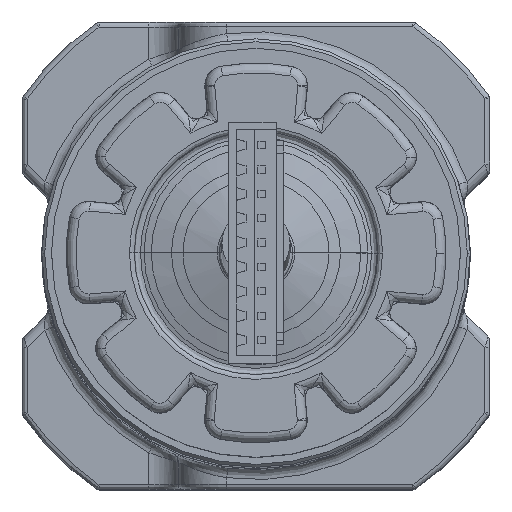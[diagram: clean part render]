
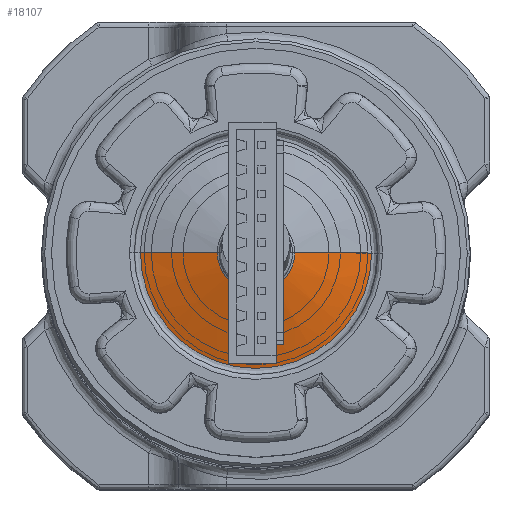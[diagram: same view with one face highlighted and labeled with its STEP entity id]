
A CAD part, top view. The second image highlights one B-rep face of the part: STEP entity #18107.
In plain terms, the highlighted conical face has half-angle 75 degrees and reference radius 3.75 mm.
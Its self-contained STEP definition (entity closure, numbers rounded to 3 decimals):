
#331 = CARTESIAN_POINT ( 'NONE',  ( 3.75, 0., 13.259 ) ) ;
#863 = VECTOR ( 'NONE', #6596, 1000. ) ;
#1931 = VECTOR ( 'NONE', #21517, 1000. ) ;
#3753 = LINE ( 'NONE', #12645, #1931 ) ;
#3866 = CARTESIAN_POINT ( 'NONE',  ( 0., 0., 11.083 ) ) ;
#4016 = ORIENTED_EDGE ( 'NONE', *, *, #22744, .T. ) ;
#5451 = CARTESIAN_POINT ( 'NONE',  ( -3.972, 0., 13.2 ) ) ;
#6596 = DIRECTION ( 'NONE',  ( 0.966, 0., -0.259 ) ) ;
#6813 = DIRECTION ( 'NONE',  ( -1., 0., 0. ) ) ;
#7250 = CONICAL_SURFACE ( 'NONE', #17002, 3.75, 1.309 ) ;
#7260 = VERTEX_POINT ( 'NONE', #5451 ) ;
#7380 = DIRECTION ( 'NONE',  ( -1., 0., 0. ) ) ;
#7395 = ORIENTED_EDGE ( 'NONE', *, *, #23605, .T. ) ;
#8914 = EDGE_CURVE ( 'NONE', #7260, #12637, #3753, .T. ) ;
#8998 = DIRECTION ( 'NONE',  ( 0., 0., -1. ) ) ;
#9223 = CIRCLE ( 'NONE', #25020, 11.871 ) ;
#9356 = ORIENTED_EDGE ( 'NONE', *, *, #8914, .F. ) ;
#10288 = DIRECTION ( 'NONE',  ( -1., 0., 0. ) ) ;
#10815 = LINE ( 'NONE', #331, #863 ) ;
#12596 = EDGE_CURVE ( 'NONE', #22015, #26658, #10815, .T. ) ;
#12637 = VERTEX_POINT ( 'NONE', #19834 ) ;
#12645 = CARTESIAN_POINT ( 'NONE',  ( -3.75, 0., 13.259 ) ) ;
#14484 = DIRECTION ( 'NONE',  ( 0., 0., -1. ) ) ;
#14640 = DIRECTION ( 'NONE',  ( 0., 0., 1. ) ) ;
#17002 = AXIS2_PLACEMENT_3D ( 'NONE', #23220, #14484, #7380 ) ;
#18107 = ADVANCED_FACE ( 'NONE', ( #18706 ), #7250, .T. ) ;
#18660 = CARTESIAN_POINT ( 'NONE',  ( 11.871, 0., 11.083 ) ) ;
#18706 = FACE_OUTER_BOUND ( 'NONE', #23465, .T. ) ;
#19834 = CARTESIAN_POINT ( 'NONE',  ( -11.871, 0., 11.083 ) ) ;
#19936 = AXIS2_PLACEMENT_3D ( 'NONE', #23137, #8998, #6813 ) ;
#20036 = ORIENTED_EDGE ( 'NONE', *, *, #12596, .T. ) ;
#21517 = DIRECTION ( 'NONE',  ( -0.966, 0., -0.259 ) ) ;
#22015 = VERTEX_POINT ( 'NONE', #23677 ) ;
#22744 = EDGE_CURVE ( 'NONE', #7260, #22015, #24115, .T. ) ;
#23137 = CARTESIAN_POINT ( 'NONE',  ( 0., 0., 13.2 ) ) ;
#23220 = CARTESIAN_POINT ( 'NONE',  ( 0., 0., 13.259 ) ) ;
#23465 = EDGE_LOOP ( 'NONE', ( #4016, #20036, #7395, #9356 ) ) ;
#23605 = EDGE_CURVE ( 'NONE', #26658, #12637, #9223, .T. ) ;
#23677 = CARTESIAN_POINT ( 'NONE',  ( 3.972, 0., 13.2 ) ) ;
#24115 = CIRCLE ( 'NONE', #19936, 3.972 ) ;
#25020 = AXIS2_PLACEMENT_3D ( 'NONE', #3866, #14640, #10288 ) ;
#26658 = VERTEX_POINT ( 'NONE', #18660 ) ;
